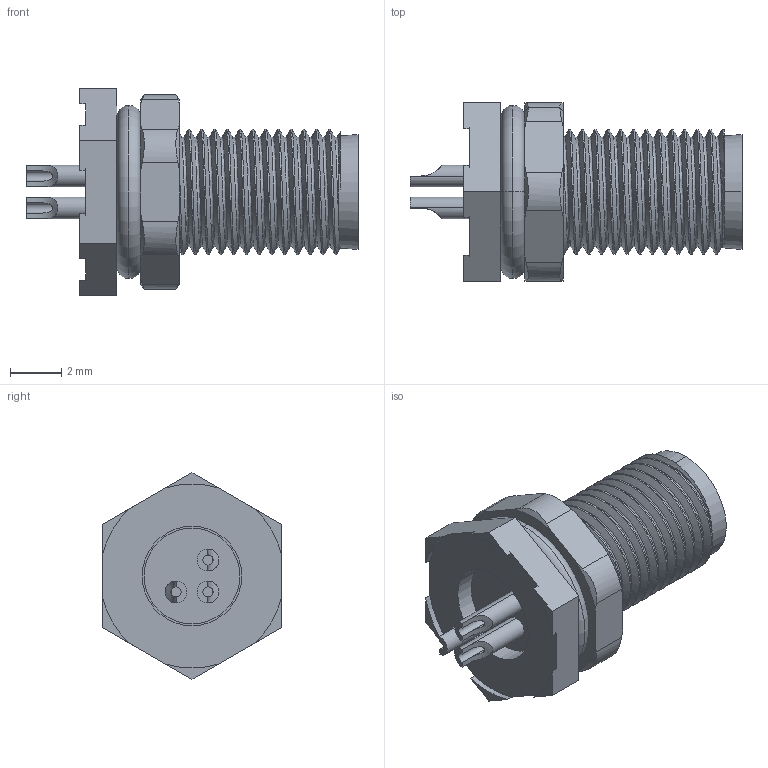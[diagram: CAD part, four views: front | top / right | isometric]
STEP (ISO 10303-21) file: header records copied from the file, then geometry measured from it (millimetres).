
FILE_DESCRIPTION (( 'STEP AP203' ), '1' );
FILE_NAME ('54-00095.STEP', '2025-03-24T23:17:45', ( '' ), ( '' ), 'SwSTEP 2.0', 'SolidWorks 2021', '' );
FILE_SCHEMA (( 'CONFIG_CONTROL_DESIGN' ));
Length unit declared in the file: millimetre
Products named in the file (7): M5nut; M5Male_pin_M5Male_pin; M5M3P_short; 54-00095; M5Male_panel mount threads; M5_oring_large
Assembly tree (8 placements, depth 3):
  54-00095
    M5Male_panel mount threads
    M5nut
    M5_oring_large
    M5M3P_short
      M5M3P_short
      M5Male_pin_M5Male_pin  x3
Bounding box: 13 x 7 x 8.08 mm (x, y, z)
Volume: 208.1 mm3; surface area: 926.8 mm2
Topology: 7 solids, 7 shells, 182 faces, 478 edges, 315 vertices
Faces by surface type: cylinder 101, plane 44, cone 18, bspline 9, sphere 6, torus 4
Entity records: 10070 total; most frequent: CARTESIAN_POINT 5656, ORIENTED_EDGE 824, DIRECTION 703, EDGE_CURVE 412, AXIS2_PLACEMENT_3D 274, VERTEX_POINT 271, EDGE_LOOP 177, FACE_OUTER_BOUND 158
